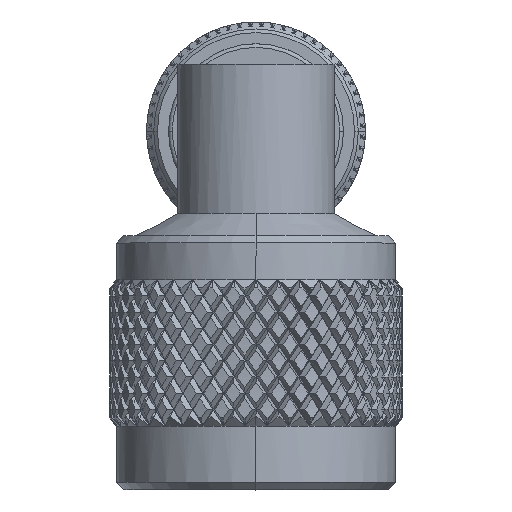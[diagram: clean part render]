
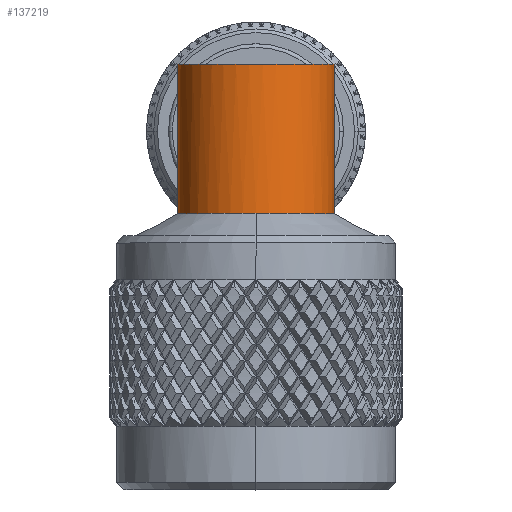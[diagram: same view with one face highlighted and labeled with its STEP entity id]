
A CAD part, top view. The second image highlights one B-rep face of the part: STEP entity #137219.
In plain terms, the highlighted cylindrical face has radius 5.395 mm (diameter 10.79 mm), a partial arc.
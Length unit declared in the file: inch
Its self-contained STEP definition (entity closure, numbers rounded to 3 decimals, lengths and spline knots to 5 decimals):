
#552 = CYLINDRICAL_SURFACE ( 'NONE', #132746, 0.21241 ) ;
#5042 = CARTESIAN_POINT ( 'NONE',  ( 0.05962, 0., 0. ) ) ;
#6860 = VECTOR ( 'NONE', #102130, 39.37008 ) ;
#17976 = DIRECTION ( 'NONE',  ( 0., 0., 1. ) ) ;
#25129 = EDGE_CURVE ( 'NONE', #139122, #74604, #59373, .T. ) ;
#30309 = VECTOR ( 'NONE', #103235, 39.37008 ) ;
#30336 = EDGE_CURVE ( 'NONE', #73331, #170944, #82260, .T. ) ;
#33264 = EDGE_LOOP ( 'NONE', ( #117149, #172372, #58990, #168326, #136561 ) ) ;
#40962 = CARTESIAN_POINT ( 'NONE',  ( 0.46208, -0.13037, 0.16769 ) ) ;
#45188 = DIRECTION ( 'NONE',  ( -1., 0., 0. ) ) ;
#58990 = ORIENTED_EDGE ( 'NONE', *, *, #25129, .F. ) ;
#59203 = DIRECTION ( 'NONE',  ( 0., 0., 1. ) ) ;
#59373 = CIRCLE ( 'NONE', #117740, 0.21241 ) ;
#63980 = CARTESIAN_POINT ( 'NONE',  ( 0.05962, 0., -0.21241 ) ) ;
#73331 = VERTEX_POINT ( 'NONE', #140520 ) ;
#73832 = CARTESIAN_POINT ( 'NONE',  ( 0.05962, -0.13037, 0.16769 ) ) ;
#74604 = VERTEX_POINT ( 'NONE', #73832 ) ;
#74996 = EDGE_CURVE ( 'NONE', #73331, #139122, #174432, .T. ) ;
#75961 = DIRECTION ( 'NONE',  ( 0., 0., 1. ) ) ;
#77192 = CARTESIAN_POINT ( 'NONE',  ( 0.05962, 0.13037, 0.16769 ) ) ;
#79705 = CIRCLE ( 'NONE', #116360, 0.21241 ) ;
#82260 = LINE ( 'NONE', #77192, #30309 ) ;
#99747 = DIRECTION ( 'NONE',  ( -1., 0., 0. ) ) ;
#100333 = CARTESIAN_POINT ( 'NONE',  ( 0.46208, 0., 0. ) ) ;
#102130 = DIRECTION ( 'NONE',  ( 1., 0., 0. ) ) ;
#102607 = DIRECTION ( 'NONE',  ( -1., 0., 0. ) ) ;
#103235 = DIRECTION ( 'NONE',  ( 1., 0., 0. ) ) ;
#108414 = AXIS2_PLACEMENT_3D ( 'NONE', #5042, #102607, #75961 ) ;
#114283 = CARTESIAN_POINT ( 'NONE',  ( -5.70743, 0., 0. ) ) ;
#115377 = EDGE_CURVE ( 'NONE', #170944, #138200, #79705, .T. ) ;
#116360 = AXIS2_PLACEMENT_3D ( 'NONE', #100333, #99747, #59203 ) ;
#117149 = ORIENTED_EDGE ( 'NONE', *, *, #115377, .T. ) ;
#117740 = AXIS2_PLACEMENT_3D ( 'NONE', #131762, #145764, #159602 ) ;
#127575 = CARTESIAN_POINT ( 'NONE',  ( 0.05962, -0.13037, 0.16769 ) ) ;
#131762 = CARTESIAN_POINT ( 'NONE',  ( 0.05962, 0., 0. ) ) ;
#132746 = AXIS2_PLACEMENT_3D ( 'NONE', #114283, #45188, #17976 ) ;
#136561 = ORIENTED_EDGE ( 'NONE', *, *, #30336, .T. ) ;
#137219 = ADVANCED_FACE ( 'NONE', ( #143710 ), #552, .T. ) ;
#138200 = VERTEX_POINT ( 'NONE', #40962 ) ;
#138860 = EDGE_CURVE ( 'NONE', #74604, #138200, #165032, .T. ) ;
#139122 = VERTEX_POINT ( 'NONE', #63980 ) ;
#140520 = CARTESIAN_POINT ( 'NONE',  ( 0.05962, 0.13037, 0.16769 ) ) ;
#143710 = FACE_OUTER_BOUND ( 'NONE', #33264, .T. ) ;
#145764 = DIRECTION ( 'NONE',  ( -1., 0., 0. ) ) ;
#159602 = DIRECTION ( 'NONE',  ( 0., 0., 1. ) ) ;
#162483 = CARTESIAN_POINT ( 'NONE',  ( 0.46208, 0.13037, 0.16769 ) ) ;
#165032 = LINE ( 'NONE', #127575, #6860 ) ;
#168326 = ORIENTED_EDGE ( 'NONE', *, *, #74996, .F. ) ;
#170944 = VERTEX_POINT ( 'NONE', #162483 ) ;
#172372 = ORIENTED_EDGE ( 'NONE', *, *, #138860, .F. ) ;
#174432 = CIRCLE ( 'NONE', #108414, 0.21241 ) ;
